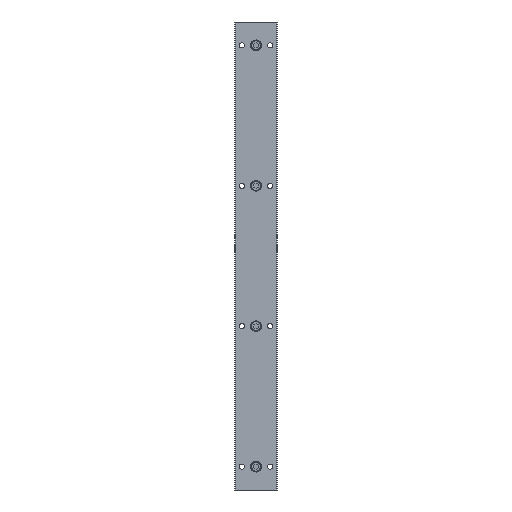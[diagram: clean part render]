
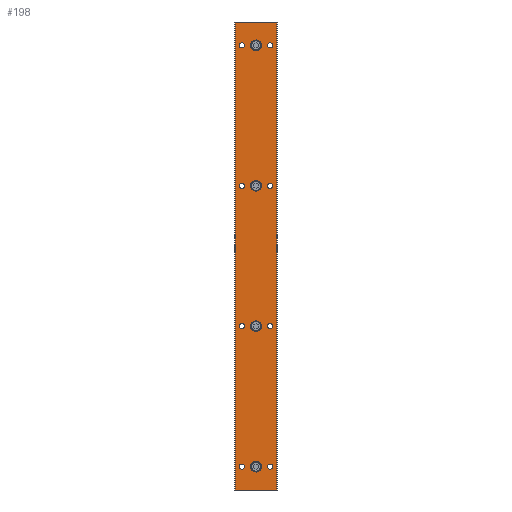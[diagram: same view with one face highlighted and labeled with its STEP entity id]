
A CAD part, front view. The second image highlights one B-rep face of the part: STEP entity #198.
In plain terms, the highlighted planar face has unit normal (0, -1, 0).
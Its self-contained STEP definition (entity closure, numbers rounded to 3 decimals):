
#198 = ADVANCED_FACE( '', ( #449, #450, #451, #452, #453, #454, #455, #456, #457, #458, #459, #460, #461 ), #462, .T. );
#449 = FACE_BOUND( '', #772, .T. );
#450 = FACE_BOUND( '', #773, .T. );
#451 = FACE_BOUND( '', #774, .T. );
#452 = FACE_BOUND( '', #775, .T. );
#453 = FACE_BOUND( '', #776, .T. );
#454 = FACE_BOUND( '', #777, .T. );
#455 = FACE_BOUND( '', #778, .T. );
#456 = FACE_BOUND( '', #779, .T. );
#457 = FACE_BOUND( '', #780, .T. );
#458 = FACE_BOUND( '', #781, .T. );
#459 = FACE_BOUND( '', #782, .T. );
#460 = FACE_BOUND( '', #783, .T. );
#461 = FACE_OUTER_BOUND( '', #784, .T. );
#462 = PLANE( '', #785 );
#772 = EDGE_LOOP( '', ( #1274 ) );
#773 = EDGE_LOOP( '', ( #1275 ) );
#774 = EDGE_LOOP( '', ( #1276 ) );
#775 = EDGE_LOOP( '', ( #1277 ) );
#776 = EDGE_LOOP( '', ( #1278 ) );
#777 = EDGE_LOOP( '', ( #1279 ) );
#778 = EDGE_LOOP( '', ( #1280 ) );
#779 = EDGE_LOOP( '', ( #1281 ) );
#780 = EDGE_LOOP( '', ( #1282 ) );
#781 = EDGE_LOOP( '', ( #1283 ) );
#782 = EDGE_LOOP( '', ( #1284 ) );
#783 = EDGE_LOOP( '', ( #1285 ) );
#784 = EDGE_LOOP( '', ( #1286, #1287, #1288, #1289 ) );
#785 = AXIS2_PLACEMENT_3D( '', #1290, #1291, #1292 );
#1274 = ORIENTED_EDGE( '', *, *, #1847, .F. );
#1275 = ORIENTED_EDGE( '', *, *, #1848, .F. );
#1276 = ORIENTED_EDGE( '', *, *, #1849, .F. );
#1277 = ORIENTED_EDGE( '', *, *, #1792, .F. );
#1278 = ORIENTED_EDGE( '', *, *, #1678, .T. );
#1279 = ORIENTED_EDGE( '', *, *, #1850, .T. );
#1280 = ORIENTED_EDGE( '', *, *, #1702, .F. );
#1281 = ORIENTED_EDGE( '', *, *, #1851, .F. );
#1282 = ORIENTED_EDGE( '', *, *, #1852, .T. );
#1283 = ORIENTED_EDGE( '', *, *, #1853, .F. );
#1284 = ORIENTED_EDGE( '', *, *, #1854, .T. );
#1285 = ORIENTED_EDGE( '', *, *, #1726, .F. );
#1286 = ORIENTED_EDGE( '', *, *, #1855, .F. );
#1287 = ORIENTED_EDGE( '', *, *, #1822, .F. );
#1288 = ORIENTED_EDGE( '', *, *, #1856, .T. );
#1289 = ORIENTED_EDGE( '', *, *, #1857, .T. );
#1290 = CARTESIAN_POINT( '', ( -22.2, -27., -500. ) );
#1291 = DIRECTION( '', ( 0., -1., 0. ) );
#1292 = DIRECTION( '', ( 0., 0., -1. ) );
#1678 = EDGE_CURVE( '', #1957, #1957, #1958, .T. );
#1702 = EDGE_CURVE( '', #1999, #1999, #2000, .T. );
#1726 = EDGE_CURVE( '', #2037, #2037, #2038, .T. );
#1792 = EDGE_CURVE( '', #2151, #2151, #2152, .T. );
#1822 = EDGE_CURVE( '', #2196, #2194, #2198, .T. );
#1847 = EDGE_CURVE( '', #2233, #2233, #2234, .T. );
#1848 = EDGE_CURVE( '', #2235, #2235, #2236, .T. );
#1849 = EDGE_CURVE( '', #2237, #2237, #2238, .T. );
#1850 = EDGE_CURVE( '', #2239, #2239, #2240, .T. );
#1851 = EDGE_CURVE( '', #2241, #2241, #2242, .T. );
#1852 = EDGE_CURVE( '', #2243, #2243, #2244, .T. );
#1853 = EDGE_CURVE( '', #2245, #2245, #2246, .T. );
#1854 = EDGE_CURVE( '', #2247, #2247, #2248, .T. );
#1855 = EDGE_CURVE( '', #2194, #2249, #2250, .T. );
#1856 = EDGE_CURVE( '', #2196, #2251, #2252, .T. );
#1857 = EDGE_CURVE( '', #2251, #2249, #2253, .T. );
#1957 = VERTEX_POINT( '', #2375 );
#1958 = CIRCLE( '', #2376, 2.75 );
#1999 = VERTEX_POINT( '', #2432 );
#2000 = CIRCLE( '', #2433, 2.75 );
#2037 = VERTEX_POINT( '', #2480 );
#2038 = CIRCLE( '', #2481, 2.75 );
#2151 = VERTEX_POINT( '', #2622 );
#2152 = CIRCLE( '', #2623, 5.8 );
#2194 = VERTEX_POINT( '', #2682 );
#2196 = VERTEX_POINT( '', #2684 );
#2198 = LINE( '', #2686, #2687 );
#2233 = VERTEX_POINT( '', #2736 );
#2234 = CIRCLE( '', #2737, 5.8 );
#2235 = VERTEX_POINT( '', #2738 );
#2236 = CIRCLE( '', #2739, 5.8 );
#2237 = VERTEX_POINT( '', #2740 );
#2238 = CIRCLE( '', #2741, 5.8 );
#2239 = VERTEX_POINT( '', #2742 );
#2240 = CIRCLE( '', #2743, 2.75 );
#2241 = VERTEX_POINT( '', #2744 );
#2242 = CIRCLE( '', #2745, 2.75 );
#2243 = VERTEX_POINT( '', #2746 );
#2244 = CIRCLE( '', #2747, 2.75 );
#2245 = VERTEX_POINT( '', #2748 );
#2246 = CIRCLE( '', #2749, 2.75 );
#2247 = VERTEX_POINT( '', #2750 );
#2248 = CIRCLE( '', #2751, 2.75 );
#2249 = VERTEX_POINT( '', #2752 );
#2250 = LINE( '', #2753, #2754 );
#2251 = VERTEX_POINT( '', #2755 );
#2252 = LINE( '', #2756, #2757 );
#2253 = LINE( '', #2758, #2759 );
#2375 = CARTESIAN_POINT( '', ( -15., -27., -172.25 ) );
#2376 = AXIS2_PLACEMENT_3D( '', #2917, #2918, #2919 );
#2432 = CARTESIAN_POINT( '', ( 15., -27., -177.75 ) );
#2433 = AXIS2_PLACEMENT_3D( '', #2944, #2945, #2946 );
#2480 = CARTESIAN_POINT( '', ( 15., -27., -27.75 ) );
#2481 = AXIS2_PLACEMENT_3D( '', #2975, #2976, #2977 );
#2622 = CARTESIAN_POINT( '', ( 0., -27., -30.8 ) );
#2623 = AXIS2_PLACEMENT_3D( '', #3069, #3070, #3071 );
#2682 = CARTESIAN_POINT( '', ( -22.2, -27., 0. ) );
#2684 = CARTESIAN_POINT( '', ( -22.2, -27., -500. ) );
#2686 = CARTESIAN_POINT( '', ( -22.2, -27., -500. ) );
#2687 = VECTOR( '', #3104, 1000. );
#2736 = CARTESIAN_POINT( '', ( 0., -27., -180.8 ) );
#2737 = AXIS2_PLACEMENT_3D( '', #3125, #3126, #3127 );
#2738 = CARTESIAN_POINT( '', ( 0., -27., -330.8 ) );
#2739 = AXIS2_PLACEMENT_3D( '', #3128, #3129, #3130 );
#2740 = CARTESIAN_POINT( '', ( 0., -27., -480.8 ) );
#2741 = AXIS2_PLACEMENT_3D( '', #3131, #3132, #3133 );
#2742 = CARTESIAN_POINT( '', ( -15., -27., -322.25 ) );
#2743 = AXIS2_PLACEMENT_3D( '', #3134, #3135, #3136 );
#2744 = CARTESIAN_POINT( '', ( 15., -27., -327.75 ) );
#2745 = AXIS2_PLACEMENT_3D( '', #3137, #3138, #3139 );
#2746 = CARTESIAN_POINT( '', ( -15., -27., -472.25 ) );
#2747 = AXIS2_PLACEMENT_3D( '', #3140, #3141, #3142 );
#2748 = CARTESIAN_POINT( '', ( 15., -27., -477.75 ) );
#2749 = AXIS2_PLACEMENT_3D( '', #3143, #3144, #3145 );
#2750 = CARTESIAN_POINT( '', ( -15., -27., -22.25 ) );
#2751 = AXIS2_PLACEMENT_3D( '', #3146, #3147, #3148 );
#2752 = CARTESIAN_POINT( '', ( 22.2, -27., 0. ) );
#2753 = CARTESIAN_POINT( '', ( -22.2, -27., 0. ) );
#2754 = VECTOR( '', #3149, 1000. );
#2755 = CARTESIAN_POINT( '', ( 22.2, -27., -500. ) );
#2756 = CARTESIAN_POINT( '', ( -22.2, -27., -500. ) );
#2757 = VECTOR( '', #3150, 1000. );
#2758 = CARTESIAN_POINT( '', ( 22.2, -27., -500. ) );
#2759 = VECTOR( '', #3151, 1000. );
#2917 = CARTESIAN_POINT( '', ( -15., -27., -175. ) );
#2918 = DIRECTION( '', ( 0., 1., 0. ) );
#2919 = DIRECTION( '', ( 0., 0., 1. ) );
#2944 = CARTESIAN_POINT( '', ( 15., -27., -175. ) );
#2945 = DIRECTION( '', ( 0., -1., 0. ) );
#2946 = DIRECTION( '', ( 0., 0., -1. ) );
#2975 = CARTESIAN_POINT( '', ( 15., -27., -25. ) );
#2976 = DIRECTION( '', ( 0., -1., 0. ) );
#2977 = DIRECTION( '', ( 0., 0., -1. ) );
#3069 = CARTESIAN_POINT( '', ( 0., -27., -25. ) );
#3070 = DIRECTION( '', ( 0., -1., 0. ) );
#3071 = DIRECTION( '', ( 0., 0., -1. ) );
#3104 = DIRECTION( '', ( 0., 0., 1. ) );
#3125 = CARTESIAN_POINT( '', ( 0., -27., -175. ) );
#3126 = DIRECTION( '', ( 0., -1., 0. ) );
#3127 = DIRECTION( '', ( 0., 0., -1. ) );
#3128 = CARTESIAN_POINT( '', ( 0., -27., -325. ) );
#3129 = DIRECTION( '', ( 0., -1., 0. ) );
#3130 = DIRECTION( '', ( 0., 0., -1. ) );
#3131 = CARTESIAN_POINT( '', ( 0., -27., -475. ) );
#3132 = DIRECTION( '', ( 0., -1., 0. ) );
#3133 = DIRECTION( '', ( 0., 0., -1. ) );
#3134 = CARTESIAN_POINT( '', ( -15., -27., -325. ) );
#3135 = DIRECTION( '', ( 0., 1., 0. ) );
#3136 = DIRECTION( '', ( 0., 0., 1. ) );
#3137 = CARTESIAN_POINT( '', ( 15., -27., -325. ) );
#3138 = DIRECTION( '', ( 0., -1., 0. ) );
#3139 = DIRECTION( '', ( 0., 0., -1. ) );
#3140 = CARTESIAN_POINT( '', ( -15., -27., -475. ) );
#3141 = DIRECTION( '', ( 0., 1., 0. ) );
#3142 = DIRECTION( '', ( 0., 0., 1. ) );
#3143 = CARTESIAN_POINT( '', ( 15., -27., -475. ) );
#3144 = DIRECTION( '', ( 0., -1., 0. ) );
#3145 = DIRECTION( '', ( 0., 0., -1. ) );
#3146 = CARTESIAN_POINT( '', ( -15., -27., -25. ) );
#3147 = DIRECTION( '', ( 0., 1., 0. ) );
#3148 = DIRECTION( '', ( 0., 0., 1. ) );
#3149 = DIRECTION( '', ( 1., 0., 0. ) );
#3150 = DIRECTION( '', ( 1., 0., 0. ) );
#3151 = DIRECTION( '', ( 0., 0., 1. ) );
